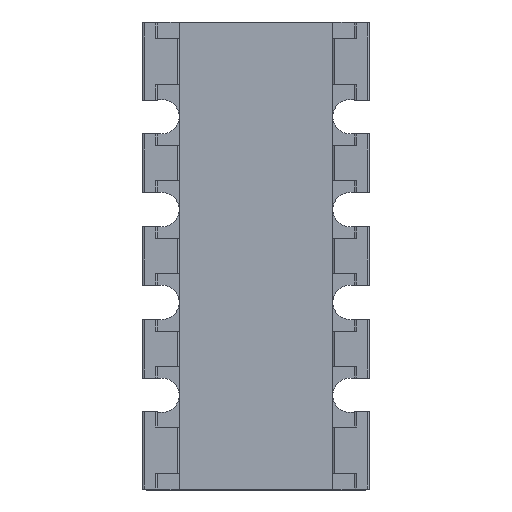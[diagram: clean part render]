
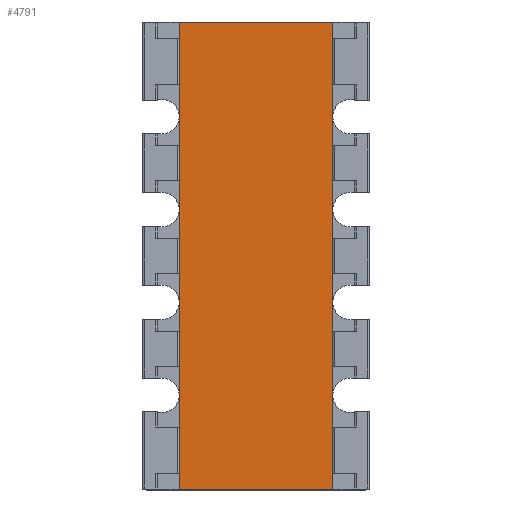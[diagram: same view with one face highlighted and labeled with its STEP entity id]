
A CAD part, top view. The second image highlights one B-rep face of the part: STEP entity #4791.
In plain terms, the highlighted planar face has unit normal (0, 0, 1).
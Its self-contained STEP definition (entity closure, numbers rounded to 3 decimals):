
#12=DIRECTION('',(0.,0.,1.));
#33=VECTOR('',#34,1.);
#34=DIRECTION('',(0.,1.,0.));
#46=DIRECTION('',(1.,0.,0.));
#57=VECTOR('',#46,1.);
#2878=ORIENTED_EDGE('',*,*,#2879,.F.);
#2879=EDGE_CURVE('',#2880,#2882,#2884,.T.);
#2880=VERTEX_POINT('',#2881);
#2881=CARTESIAN_POINT('',(-1.05,-3.2,0.55));
#2882=VERTEX_POINT('',#2883);
#2883=CARTESIAN_POINT('',(-1.05,3.2,0.55));
#2884=LINE('',#2881,#33);
#3045=ORIENTED_EDGE('',*,*,#3046,.T.);
#3046=EDGE_CURVE('',#2880,#3047,#3049,.T.);
#3047=VERTEX_POINT('',#3048);
#3048=CARTESIAN_POINT('',(1.05,-3.2,0.55));
#3049=LINE('',#2881,#57);
#4782=EDGE_CURVE('',#2882,#4783,#4785,.T.);
#4783=VERTEX_POINT('',#4784);
#4784=CARTESIAN_POINT('',(1.05,3.2,0.55));
#4785=LINE('',#2883,#57);
#4791=ADVANCED_FACE('',(#4792),#4798,.T.);
#4792=FACE_BOUND('',#4793,.T.);
#4793=EDGE_LOOP('',(#2878,#3045,#4794,#4797));
#4794=ORIENTED_EDGE('',*,*,#4795,.T.);
#4795=EDGE_CURVE('',#3047,#4783,#4796,.T.);
#4796=LINE('',#3048,#33);
#4797=ORIENTED_EDGE('',*,*,#4782,.F.);
#4798=PLANE('',#4799);
#4799=AXIS2_PLACEMENT_3D('',#2881,#12,#46);
